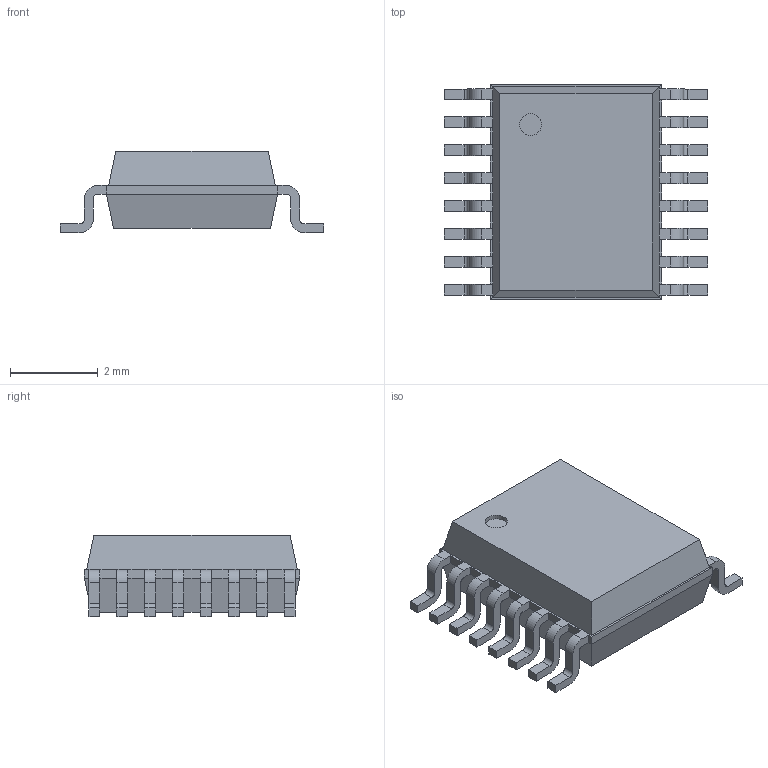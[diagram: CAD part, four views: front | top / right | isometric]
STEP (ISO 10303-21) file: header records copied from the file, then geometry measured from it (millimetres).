
FILE_DESCRIPTION(/* description */ ('model of SSOP-16_3.9x4.9mm_Pitch0.635mm'),/* implementation_level */ '2;1');
FILE_NAME(/* name */ 'SSOP-16_3.9x4.9mm_Pitch0.635mm.step',/* time_stamp */ '2017-06-21T16:34:02',/* author */ ('kicad StepUp','ksu'),/* organization */ ('FreeCAD'),/* preprocessor_version */ 'OCC',/* originating_system */ 'kicad StepUp',/* authorisation */ '');
FILE_SCHEMA(('AUTOMOTIVE_DESIGN_CC2 { 1 2 10303 214 -1 1 5 4 }'));
Length unit declared in the file: millimetre
Products named in the file (1): SSOP_16_39x49mm_Pitch0635mm
Bounding box: 6 x 4.9 x 1.85 mm (x, y, z)
Volume: 32 mm3; surface area: 88.2 mm2
Topology: 1 solids, 1 shells, 260 faces, 695 edges, 438 vertices
Faces by surface type: plane 167, cylinder 65, bspline 28
Full cylindrical faces by diameter (mm): 0.5 x1
Entity records: 9779 total; most frequent: CARTESIAN_POINT 1494, ORIENTED_EDGE 1390, DIRECTION 1275, EDGE_CURVE 695, LINE 549, VECTOR 549, VERTEX_POINT 438, AXIS2_PLACEMENT_3D 363
